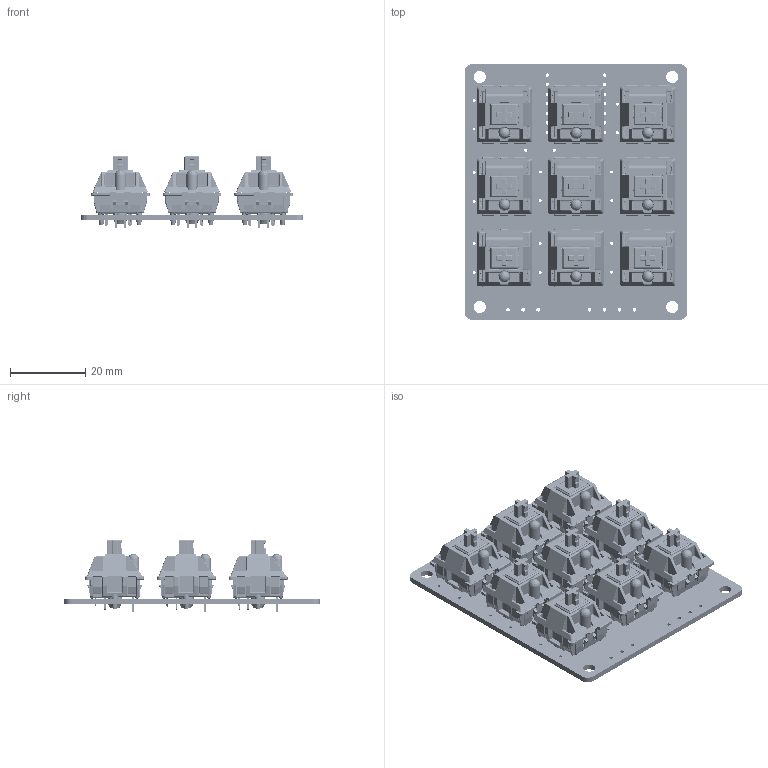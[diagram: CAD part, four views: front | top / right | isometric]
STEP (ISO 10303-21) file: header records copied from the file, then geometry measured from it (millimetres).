
FILE_DESCRIPTION(('KiCad electronic assembly'),'2;1');
FILE_NAME('CADPad pcb model.step','2025-07-06T10:49:52',('Pcbnew'),( 'Kicad'),'Open CASCADE STEP processor 7.8','KiCad to STEP converter' ,'Unknown');
FILE_SCHEMA(('AUTOMOTIVE_DESIGN { 1 0 10303 214 1 1 1 1 }'));
Length unit declared in the file: millimetre
Products named in the file (8): CADPad pcb model 1; SW_Cherry_MX_1.00u_PCB; MX Öá °´¼ü¡ä_¨¹___¡§1; MX ס סͥ¨¢¨¬_¡§¡顧__; MXס ϞñLEDLEDLED; MXÖá ÖáÌå µ×²¿ ¦Ì¡Á2__Ä¬ÈÏ_¨¢2____¨¨_; ֫½ğ__Ĭɏ__¨¨_; CADPad_PCB
Assembly tree (15 placements, depth 3):
  CADPad pcb model 1
    SW_Cherry_MX_1.00u_PCB  x9
      MX Öá °´¼ü¡ä_¨¹___¡§1
      MX ס סͥ¨¢¨¬_¡§¡顧__
      MXס ϞñLEDLEDLED
      MXÖá ÖáÌå µ×²¿ ¦Ì¡Á2__Ä¬ÈÏ_¨¢2____¨¨_
      ֫½ğ__Ĭɏ__¨¨_
    CADPad_PCB
Bounding box: 59.15 x 67.9 x 18.9 mm (x, y, z)
Volume: 15827.3 mm3; surface area: 33228.3 mm2
Topology: 91 solids, 91 shells, 14183 faces, 34056 edges, 19128 vertices
Faces by surface type: cylinder 6221, plane 4101, torus 1881, sphere 1017, bspline 531, revolution 342, cone 90
Full cylindrical faces by diameter (mm): 0.8 x18, 0.889 x14, 1 x7, 1.5 x18, 1.7 x18, 3.2 x4, 4 x9
Entity records: 49294 total; most frequent: CARTESIAN_POINT 10468, DIRECTION 8467, ORIENTED_EDGE 7862, EDGE_CURVE 3931, AXIS2_PLACEMENT_3D 3208, VERTEX_POINT 2296, LINE 2013, VECTOR 2013
